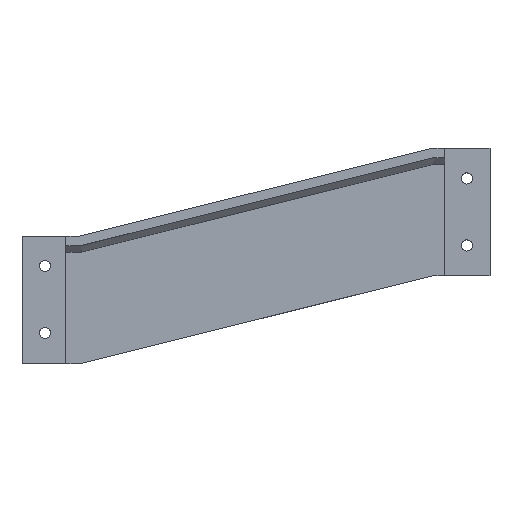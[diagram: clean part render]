
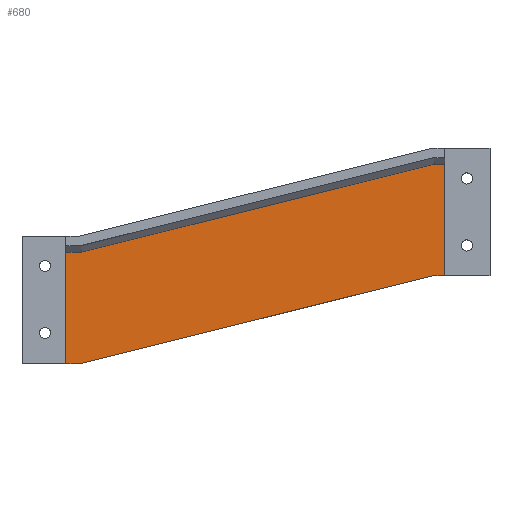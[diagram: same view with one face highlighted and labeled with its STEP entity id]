
A CAD part, top view. The second image highlights one B-rep face of the part: STEP entity #680.
In plain terms, the highlighted face is planar.
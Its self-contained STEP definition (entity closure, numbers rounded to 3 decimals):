
#86 = ORIENTED_EDGE ( 'NONE', *, *, #511, .F. ) ;
#93 = VERTEX_POINT ( 'NONE', #541 ) ;
#138 = LINE ( 'NONE', #475, #488 ) ;
#139 = DIRECTION ( 'NONE',  ( 0., 1., 0. ) ) ;
#144 = EDGE_CURVE ( 'NONE', #1049, #468, #701, .T. ) ;
#153 = DIRECTION ( 'NONE',  ( 0., 0., -1. ) ) ;
#187 = CARTESIAN_POINT ( 'NONE',  ( -129.315, 22.601, -5. ) ) ;
#189 = EDGE_CURVE ( 'NONE', #879, #966, #1048, .T. ) ;
#204 = CARTESIAN_POINT ( 'NONE',  ( -18.368, -5., -5. ) ) ;
#221 = DIRECTION ( 'NONE',  ( 1., 0., 0. ) ) ;
#228 = VECTOR ( 'NONE', #924, 1000. ) ;
#229 = ORIENTED_EDGE ( 'NONE', *, *, #998, .F. ) ;
#234 = CARTESIAN_POINT ( 'NONE',  ( -13.73, 0., -5. ) ) ;
#237 = FACE_OUTER_BOUND ( 'NONE', #1065, .T. ) ;
#261 = VECTOR ( 'NONE', #139, 1000. ) ;
#272 = DIRECTION ( 'NONE',  ( 0., -1., 0. ) ) ;
#292 = ORIENTED_EDGE ( 'NONE', *, *, #799, .F. ) ;
#296 = LINE ( 'NONE', #204, #1005 ) ;
#318 = ORIENTED_EDGE ( 'NONE', *, *, #534, .F. ) ;
#337 = VECTOR ( 'NONE', #788, 1000. ) ;
#354 = VECTOR ( 'NONE', #221, 1000. ) ;
#369 = LINE ( 'NONE', #691, #337 ) ;
#374 = VERTEX_POINT ( 'NONE', #733 ) ;
#430 = CARTESIAN_POINT ( 'NONE',  ( -132.451, 22.601, -5. ) ) ;
#441 = CARTESIAN_POINT ( 'NONE',  ( -132.451, -12.399, -5. ) ) ;
#465 = ORIENTED_EDGE ( 'NONE', *, *, #144, .F. ) ;
#466 = CARTESIAN_POINT ( 'NONE',  ( -13.73, -5., -5. ) ) ;
#468 = VERTEX_POINT ( 'NONE', #187 ) ;
#475 = CARTESIAN_POINT ( 'NONE',  ( -132.451, 27.601, -5. ) ) ;
#488 = VECTOR ( 'NONE', #272, 1000. ) ;
#511 = EDGE_CURVE ( 'NONE', #374, #879, #849, .T. ) ;
#534 = EDGE_CURVE ( 'NONE', #814, #93, #138, .T. ) ;
#541 = CARTESIAN_POINT ( 'NONE',  ( -132.451, -12.399, -5. ) ) ;
#599 = LINE ( 'NONE', #430, #723 ) ;
#604 = ORIENTED_EDGE ( 'NONE', *, *, #806, .F. ) ;
#606 = DIRECTION ( 'NONE',  ( -1., 0., 0. ) ) ;
#608 = VECTOR ( 'NONE', #1011, 1000. ) ;
#618 = CARTESIAN_POINT ( 'NONE',  ( -129.553, 22.66, -5. ) ) ;
#640 = PLANE ( 'NONE',  #1038 ) ;
#680 = ADVANCED_FACE ( 'NONE', ( #237 ), #640, .T. ) ;
#691 = CARTESIAN_POINT ( 'NONE',  ( -128.701, -12.399, -5. ) ) ;
#701 = LINE ( 'NONE', #618, #228 ) ;
#710 = CARTESIAN_POINT ( 'NONE',  ( -13.73, -40., -5. ) ) ;
#719 = CARTESIAN_POINT ( 'NONE',  ( -18.614, -5., -5. ) ) ;
#723 = VECTOR ( 'NONE', #606, 1000. ) ;
#733 = CARTESIAN_POINT ( 'NONE',  ( -18., -40., -5. ) ) ;
#756 = CARTESIAN_POINT ( 'NONE',  ( -132.451, 22.601, -5. ) ) ;
#769 = CARTESIAN_POINT ( 'NONE',  ( -128.701, -12.399, -5. ) ) ;
#788 = DIRECTION ( 'NONE',  ( 0.97, -0.242, 0. ) ) ;
#799 = EDGE_CURVE ( 'NONE', #93, #989, #918, .T. ) ;
#806 = EDGE_CURVE ( 'NONE', #468, #814, #599, .T. ) ;
#814 = VERTEX_POINT ( 'NONE', #756 ) ;
#849 = LINE ( 'NONE', #710, #354 ) ;
#864 = DIRECTION ( 'NONE',  ( -1., 0., 0. ) ) ;
#879 = VERTEX_POINT ( 'NONE', #946 ) ;
#906 = DIRECTION ( 'NONE',  ( 1., 0., 0. ) ) ;
#918 = LINE ( 'NONE', #441, #608 ) ;
#924 = DIRECTION ( 'NONE',  ( -0.97, 0.242, 0. ) ) ;
#946 = CARTESIAN_POINT ( 'NONE',  ( -13.73, -40., -5. ) ) ;
#966 = VERTEX_POINT ( 'NONE', #466 ) ;
#989 = VERTEX_POINT ( 'NONE', #769 ) ;
#998 = EDGE_CURVE ( 'NONE', #989, #374, #369, .T. ) ;
#1005 = VECTOR ( 'NONE', #864, 1000. ) ;
#1007 = EDGE_CURVE ( 'NONE', #966, #1049, #296, .T. ) ;
#1011 = DIRECTION ( 'NONE',  ( 1., 0., 0. ) ) ;
#1038 = AXIS2_PLACEMENT_3D ( 'NONE', #1058, #153, #906 ) ;
#1041 = ORIENTED_EDGE ( 'NONE', *, *, #1007, .F. ) ;
#1048 = LINE ( 'NONE', #234, #261 ) ;
#1049 = VERTEX_POINT ( 'NONE', #719 ) ;
#1056 = ORIENTED_EDGE ( 'NONE', *, *, #189, .F. ) ;
#1058 = CARTESIAN_POINT ( 'NONE',  ( -402.651, -349.514, -5. ) ) ;
#1065 = EDGE_LOOP ( 'NONE', ( #465, #1041, #1056, #86, #229, #292, #318, #604 ) ) ;
